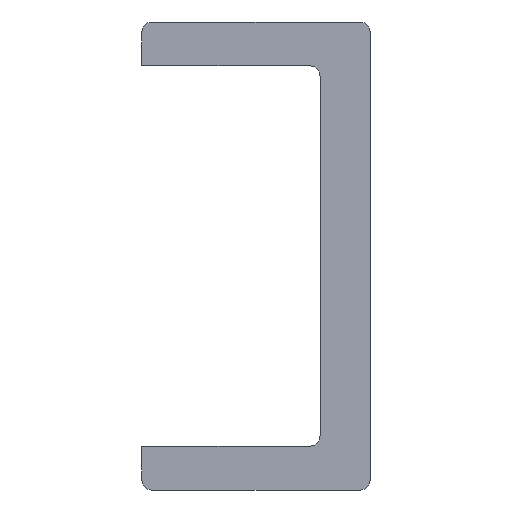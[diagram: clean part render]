
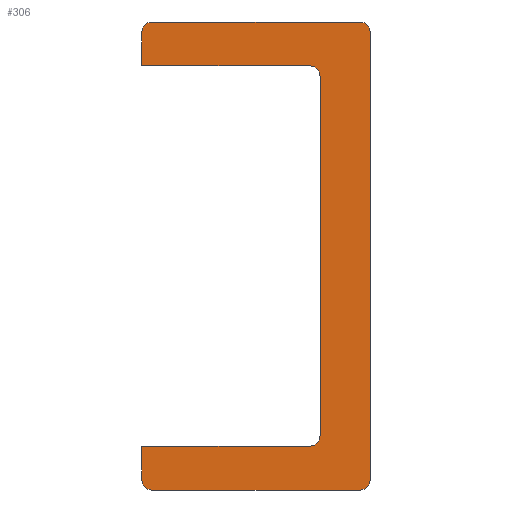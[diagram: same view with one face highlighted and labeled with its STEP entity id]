
A CAD part, front view. The second image highlights one B-rep face of the part: STEP entity #306.
In plain terms, the highlighted planar face has unit normal (0, -1, 0).
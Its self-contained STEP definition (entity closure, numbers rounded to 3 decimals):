
#306 = ADVANCED_FACE( '', ( #773 ), #774, .F. );
#773 = FACE_OUTER_BOUND( '', #1388, .T. );
#774 = PLANE( '', #1389 );
#1388 = EDGE_LOOP( '', ( #2177, #2178, #2179, #2180, #2181, #2182, #2183, #2184, #2185, #2186, #2187, #2188, #2189, #2190 ) );
#1389 = AXIS2_PLACEMENT_3D( '', #2191, #2192, #2193 );
#2177 = ORIENTED_EDGE( '', *, *, #2851, .F. );
#2178 = ORIENTED_EDGE( '', *, *, #2770, .T. );
#2179 = ORIENTED_EDGE( '', *, *, #2852, .F. );
#2180 = ORIENTED_EDGE( '', *, *, #2853, .T. );
#2181 = ORIENTED_EDGE( '', *, *, #2854, .F. );
#2182 = ORIENTED_EDGE( '', *, *, #2855, .F. );
#2183 = ORIENTED_EDGE( '', *, *, #2802, .F. );
#2184 = ORIENTED_EDGE( '', *, *, #2731, .F. );
#2185 = ORIENTED_EDGE( '', *, *, #2791, .F. );
#2186 = ORIENTED_EDGE( '', *, *, #2822, .F. );
#2187 = ORIENTED_EDGE( '', *, *, #2856, .F. );
#2188 = ORIENTED_EDGE( '', *, *, #2783, .T. );
#2189 = ORIENTED_EDGE( '', *, *, #2857, .F. );
#2190 = ORIENTED_EDGE( '', *, *, #2841, .T. );
#2191 = CARTESIAN_POINT( '', ( -10.5, 0., 21.5 ) );
#2192 = DIRECTION( '', ( 0., 1., 0. ) );
#2193 = DIRECTION( '', ( 0., 0., 1. ) );
#2731 = EDGE_CURVE( '', #3151, #3152, #3153, .T. );
#2770 = EDGE_CURVE( '', #3215, #3213, #3216, .F. );
#2783 = EDGE_CURVE( '', #3236, #3234, #3237, .F. );
#2791 = EDGE_CURVE( '', #3248, #3151, #3249, .T. );
#2802 = EDGE_CURVE( '', #3152, #3264, #3265, .T. );
#2822 = EDGE_CURVE( '', #3295, #3248, #3296, .T. );
#2841 = EDGE_CURVE( '', #3324, #3322, #3325, .F. );
#2851 = EDGE_CURVE( '', #3215, #3322, #3339, .T. );
#2852 = EDGE_CURVE( '', #3340, #3213, #3341, .T. );
#2853 = EDGE_CURVE( '', #3340, #3342, #3343, .F. );
#2854 = EDGE_CURVE( '', #3344, #3342, #3345, .T. );
#2855 = EDGE_CURVE( '', #3264, #3344, #3346, .T. );
#2856 = EDGE_CURVE( '', #3236, #3295, #3347, .T. );
#2857 = EDGE_CURVE( '', #3324, #3234, #3348, .T. );
#3151 = VERTEX_POINT( '', #3677 );
#3152 = VERTEX_POINT( '', #3678 );
#3153 = LINE( '', #3679, #3680 );
#3213 = VERTEX_POINT( '', #3743 );
#3215 = VERTEX_POINT( '', #3746 );
#3216 = CIRCLE( '', #3747, 0.9 );
#3234 = VERTEX_POINT( '', #3766 );
#3236 = VERTEX_POINT( '', #3769 );
#3237 = CIRCLE( '', #3770, 0.9 );
#3248 = VERTEX_POINT( '', #3782 );
#3249 = CIRCLE( '', #3783, 1. );
#3264 = VERTEX_POINT( '', #3799 );
#3265 = CIRCLE( '', #3800, 1. );
#3295 = VERTEX_POINT( '', #3838 );
#3296 = LINE( '', #3839, #3840 );
#3322 = VERTEX_POINT( '', #3867 );
#3324 = VERTEX_POINT( '', #3870 );
#3325 = CIRCLE( '', #3871, 0.9 );
#3339 = LINE( '', #3886, #3887 );
#3340 = VERTEX_POINT( '', #3888 );
#3341 = LINE( '', #3889, #3890 );
#3342 = VERTEX_POINT( '', #3891 );
#3343 = CIRCLE( '', #3892, 0.9 );
#3344 = VERTEX_POINT( '', #3893 );
#3345 = LINE( '', #3894, #3895 );
#3346 = LINE( '', #3896, #3897 );
#3347 = LINE( '', #3898, #3899 );
#3348 = LINE( '', #3900, #3901 );
#3677 = CARTESIAN_POINT( '', ( 5.9, 0., -16.5 ) );
#3678 = CARTESIAN_POINT( '', ( 5.9, 0., 16.5 ) );
#3679 = CARTESIAN_POINT( '', ( 5.9, 0., 16.5 ) );
#3680 = VECTOR( '', #4286, 1000. );
#3743 = CARTESIAN_POINT( '', ( 9.6, 0., 21.5 ) );
#3746 = CARTESIAN_POINT( '', ( 10.5, 0., 20.6 ) );
#3747 = AXIS2_PLACEMENT_3D( '', #4348, #4349, #4350 );
#3766 = CARTESIAN_POINT( '', ( -9.6, 0., -21.5 ) );
#3769 = CARTESIAN_POINT( '', ( -10.5, 0., -20.6 ) );
#3770 = AXIS2_PLACEMENT_3D( '', #4368, #4369, #4370 );
#3782 = CARTESIAN_POINT( '', ( 4.9, 0., -17.5 ) );
#3783 = AXIS2_PLACEMENT_3D( '', #4381, #4382, #4383 );
#3799 = CARTESIAN_POINT( '', ( 4.9, 0., 17.5 ) );
#3800 = AXIS2_PLACEMENT_3D( '', #4397, #4398, #4399 );
#3838 = CARTESIAN_POINT( '', ( -10.5, 0., -17.5 ) );
#3839 = CARTESIAN_POINT( '', ( 4.9, 0., -17.5 ) );
#3840 = VECTOR( '', #4426, 1000. );
#3867 = CARTESIAN_POINT( '', ( 10.5, 0., -20.6 ) );
#3870 = CARTESIAN_POINT( '', ( 9.6, 0., -21.5 ) );
#3871 = AXIS2_PLACEMENT_3D( '', #4453, #4454, #4455 );
#3886 = CARTESIAN_POINT( '', ( 10.5, 0., 21.5 ) );
#3887 = VECTOR( '', #4469, 1000. );
#3888 = CARTESIAN_POINT( '', ( -9.6, 0., 21.5 ) );
#3889 = CARTESIAN_POINT( '', ( -10.5, 0., 21.5 ) );
#3890 = VECTOR( '', #4470, 1000. );
#3891 = CARTESIAN_POINT( '', ( -10.5, 0., 20.6 ) );
#3892 = AXIS2_PLACEMENT_3D( '', #4471, #4472, #4473 );
#3893 = CARTESIAN_POINT( '', ( -10.5, 0., 17.5 ) );
#3894 = CARTESIAN_POINT( '', ( -10.5, 0., -21.5 ) );
#3895 = VECTOR( '', #4474, 1000. );
#3896 = CARTESIAN_POINT( '', ( 4.9, 0., 17.5 ) );
#3897 = VECTOR( '', #4475, 1000. );
#3898 = CARTESIAN_POINT( '', ( -10.5, 0., -21.5 ) );
#3899 = VECTOR( '', #4476, 1000. );
#3900 = CARTESIAN_POINT( '', ( 10.5, 0., -21.5 ) );
#3901 = VECTOR( '', #4477, 1000. );
#4286 = DIRECTION( '', ( 0., 0., 1. ) );
#4348 = CARTESIAN_POINT( '', ( 9.6, 0., 20.6 ) );
#4349 = DIRECTION( '', ( 0., 1., 0. ) );
#4350 = DIRECTION( '', ( 0., 0., 1. ) );
#4368 = CARTESIAN_POINT( '', ( -9.6, 0., -20.6 ) );
#4369 = DIRECTION( '', ( 0., 1., 0. ) );
#4370 = DIRECTION( '', ( 0., 0., 1. ) );
#4381 = CARTESIAN_POINT( '', ( 4.9, 0., -16.5 ) );
#4382 = DIRECTION( '', ( 0., -1., 0. ) );
#4383 = DIRECTION( '', ( -1., 0., 0. ) );
#4397 = CARTESIAN_POINT( '', ( 4.9, 0., 16.5 ) );
#4398 = DIRECTION( '', ( 0., -1., 0. ) );
#4399 = DIRECTION( '', ( -1., 0., 0. ) );
#4426 = DIRECTION( '', ( 1., 0., 0. ) );
#4453 = CARTESIAN_POINT( '', ( 9.6, 0., -20.6 ) );
#4454 = DIRECTION( '', ( 0., 1., 0. ) );
#4455 = DIRECTION( '', ( 0., 0., 1. ) );
#4469 = DIRECTION( '', ( 0., 0., -1. ) );
#4470 = DIRECTION( '', ( 1., 0., 0. ) );
#4471 = CARTESIAN_POINT( '', ( -9.6, 0., 20.6 ) );
#4472 = DIRECTION( '', ( 0., 1., 0. ) );
#4473 = DIRECTION( '', ( 0., 0., 1. ) );
#4474 = DIRECTION( '', ( 0., 0., 1. ) );
#4475 = DIRECTION( '', ( -1., 0., 0. ) );
#4476 = DIRECTION( '', ( 0., 0., 1. ) );
#4477 = DIRECTION( '', ( -1., 0., 0. ) );
